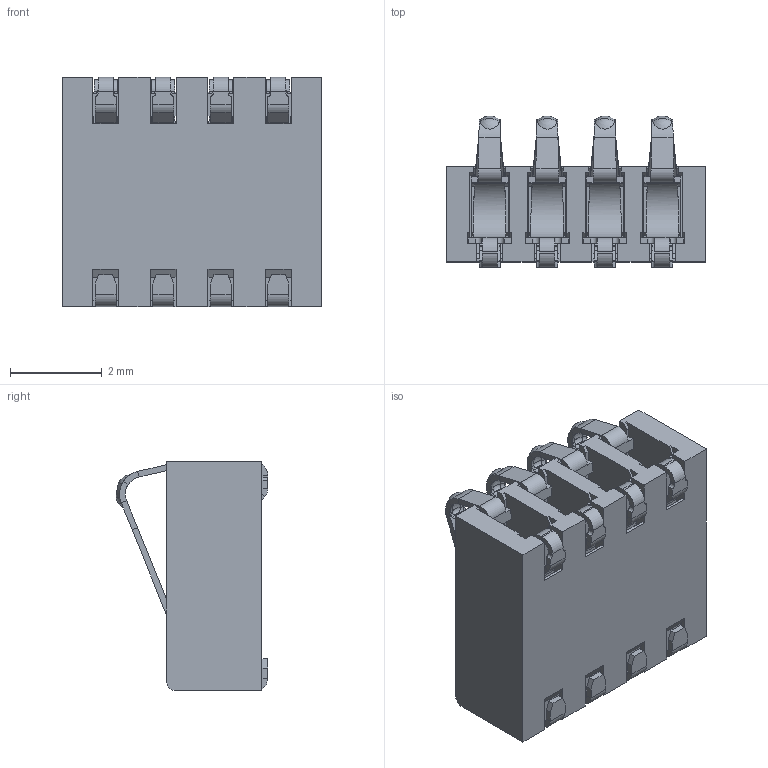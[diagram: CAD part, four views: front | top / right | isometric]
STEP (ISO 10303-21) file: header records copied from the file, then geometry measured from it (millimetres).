
FILE_DESCRIPTION((''),'2;1');
FILE_NAME('70ABJ-4-M0','2021-11-30T09:47:27',('RICKB'),('Bourns, Inc.'),'CREO PARAMETRIC BY PTC INC, 2018050','CREO PARAMETRIC BY PTC INC, 2018050','');
FILE_SCHEMA(('AUTOMOTIVE_DESIGN { 1 0 10303 214 1 1 1 1 }'));
Length unit declared in the file: inch
Products named in the file (1): 70ABJ-4-M0
Bounding box: 5.66 x 3.31 x 5 mm (x, y, z)
Volume: 37 mm3; surface area: 261.4 mm2
Topology: 1 solids, 1 shells, 838 faces, 2274 edges, 1364 vertices
Faces by surface type: plane 631, cylinder 111, bspline 72, torus 16, sphere 8
Entity records: 39377 total; most frequent: CARTESIAN_POINT 10935, ORIENTED_EDGE 4516, DIRECTION 3908, PRESENTATION_STYLE_ASSIGNMENT 2347, STYLED_ITEM 2259, CURVE_STYLE 2258, EDGE_CURVE 2258, VECTOR 1812
